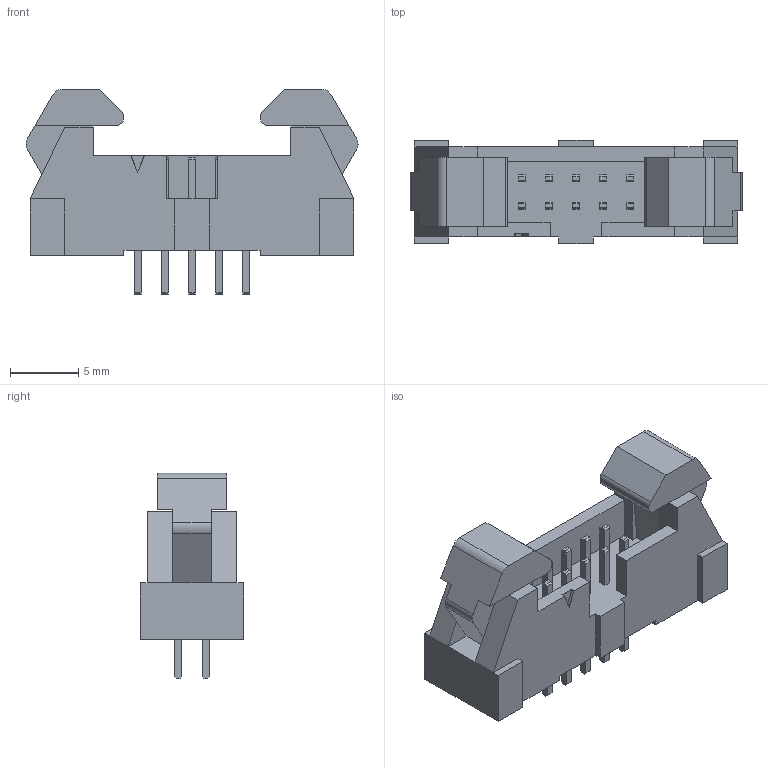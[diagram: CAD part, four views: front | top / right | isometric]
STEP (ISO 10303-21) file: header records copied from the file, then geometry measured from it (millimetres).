
FILE_DESCRIPTION(('FreeCAD Model'),'2;1');
FILE_NAME('Fusion.step','2017-01-10T15:27:48',('Author'), (''),'Open CASCADE STEP processor 6.8','FreeCAD','Unknown');
FILE_SCHEMA(('AUTOMOTIVE_DESIGN_CC2 { 1 2 10303 214 -1 1 5 4 }'));
Length unit declared in the file: millimetre
Products named in the file (2): ASSEMBLY; Fusion
Assembly tree (1 placements, depth 2):
  ASSEMBLY
    Fusion
Bounding box: 24.39 x 7.62 x 15.09 mm (x, y, z)
Volume: 1145.2 mm3; surface area: 1298.4 mm2
Topology: 1 solids, 1 shells, 235 faces, 624 edges, 411 vertices
Faces by surface type: plane 227, cylinder 8
Entity records: 17467 total; most frequent: CARTESIAN_POINT 3448, DIRECTION 2170, LINE 1648, VECTOR 1648, ORIENTED_EDGE 1248, PCURVE 1248, DEFINITIONAL_REPRESENTATION 1248, EDGE_CURVE 624
